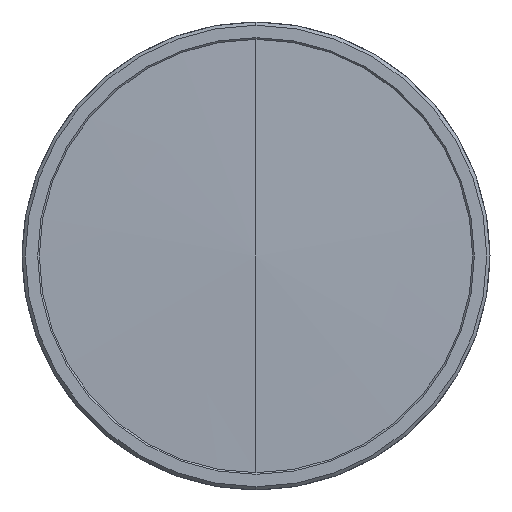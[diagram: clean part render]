
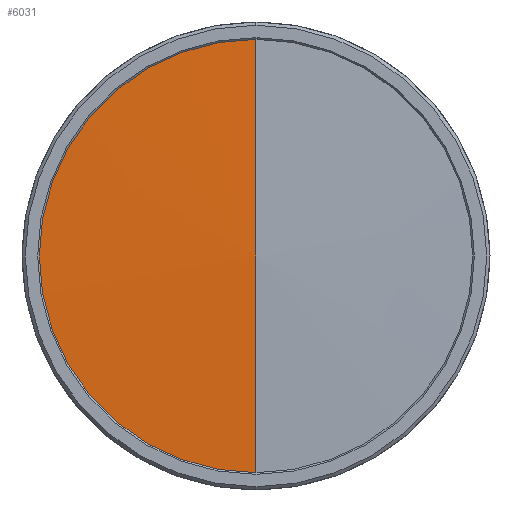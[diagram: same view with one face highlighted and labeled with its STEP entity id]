
A CAD part, left-side view. The second image highlights one B-rep face of the part: STEP entity #6031.
In plain terms, the highlighted conical face has half-angle 88.606 degrees and reference radius 68.284 mm.
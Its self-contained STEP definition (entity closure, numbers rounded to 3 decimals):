
#32 = CONICAL_SURFACE ( 'NONE', #5176, 68.284, 1.546 ) ;
#170 = ORIENTED_EDGE ( 'NONE', *, *, #1176, .F. ) ;
#363 = ORIENTED_EDGE ( 'NONE', *, *, #5564, .T. ) ;
#383 = ORIENTED_EDGE ( 'NONE', *, *, #648, .F. ) ;
#648 = EDGE_CURVE ( 'NONE', #3532, #5225, #4960, .T. ) ;
#1081 = AXIS2_PLACEMENT_3D ( 'NONE', #1638, #3178, #2129 ) ;
#1176 = EDGE_CURVE ( 'NONE', #4989, #3532, #1260, .T. ) ;
#1199 = VERTEX_POINT ( 'NONE', #5463 ) ;
#1260 = LINE ( 'NONE', #4453, #2178 ) ;
#1363 = CARTESIAN_POINT ( 'NONE',  ( 1.661, 0., 0. ) ) ;
#1638 = CARTESIAN_POINT ( 'NONE',  ( 1.6, 0., 0. ) ) ;
#2129 = DIRECTION ( 'NONE',  ( 0., 0., -1. ) ) ;
#2178 = VECTOR ( 'NONE', #6409, 1000. ) ;
#2200 = FACE_OUTER_BOUND ( 'NONE', #2428, .T. ) ;
#2428 = EDGE_LOOP ( 'NONE', ( #170, #363, #5518, #383 ) ) ;
#2965 = CARTESIAN_POINT ( 'NONE',  ( 0., 0., 0. ) ) ;
#3178 = DIRECTION ( 'NONE',  ( 1., 0., 0. ) ) ;
#3532 = VERTEX_POINT ( 'NONE', #4769 ) ;
#3707 = DIRECTION ( 'NONE',  ( 0.024, 0., 1. ) ) ;
#4032 = DIRECTION ( 'NONE',  ( 1., 0., 0. ) ) ;
#4036 = EDGE_CURVE ( 'NONE', #5225, #1199, #5863, .T. ) ;
#4083 = CARTESIAN_POINT ( 'NONE',  ( 1.6, 0., 0. ) ) ;
#4235 = CARTESIAN_POINT ( 'NONE',  ( 1.661, 0., 68.284 ) ) ;
#4342 = AXIS2_PLACEMENT_3D ( 'NONE', #4083, #4032, #4619 ) ;
#4453 = CARTESIAN_POINT ( 'NONE',  ( 1.661, 0., -68.284 ) ) ;
#4619 = DIRECTION ( 'NONE',  ( 0., 0., -1. ) ) ;
#4769 = CARTESIAN_POINT ( 'NONE',  ( 1.6, 0., -65.75 ) ) ;
#4817 = DIRECTION ( 'NONE',  ( 1., 0., 0. ) ) ;
#4960 = CIRCLE ( 'NONE', #4342, 65.75 ) ;
#4989 = VERTEX_POINT ( 'NONE', #2965 ) ;
#5176 = AXIS2_PLACEMENT_3D ( 'NONE', #1363, #4817, #5817 ) ;
#5225 = VERTEX_POINT ( 'NONE', #6011 ) ;
#5463 = CARTESIAN_POINT ( 'NONE',  ( 1.6, 0., 65.75 ) ) ;
#5518 = ORIENTED_EDGE ( 'NONE', *, *, #4036, .F. ) ;
#5564 = EDGE_CURVE ( 'NONE', #4989, #1199, #5926, .T. ) ;
#5619 = VECTOR ( 'NONE', #3707, 1000. ) ;
#5817 = DIRECTION ( 'NONE',  ( 0., 0., -1. ) ) ;
#5863 = CIRCLE ( 'NONE', #1081, 65.75 ) ;
#5926 = LINE ( 'NONE', #4235, #5619 ) ;
#6011 = CARTESIAN_POINT ( 'NONE',  ( 1.6, 65.75, 0. ) ) ;
#6031 = ADVANCED_FACE ( 'NONE', ( #2200 ), #32, .T. ) ;
#6409 = DIRECTION ( 'NONE',  ( 0.024, 0., -1. ) ) ;
